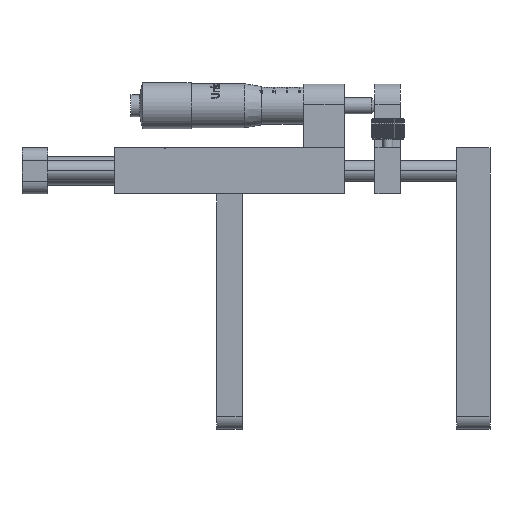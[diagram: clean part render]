
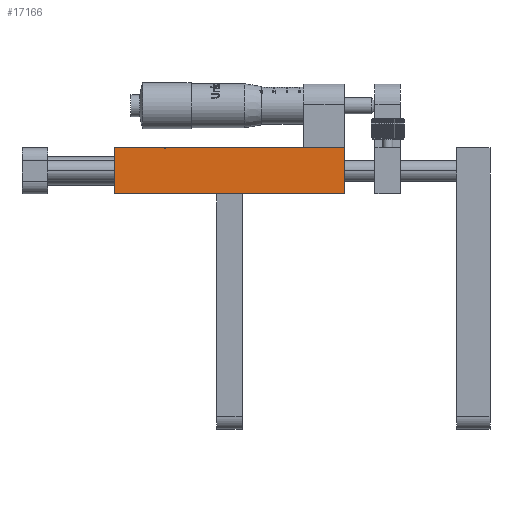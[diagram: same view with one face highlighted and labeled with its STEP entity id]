
A CAD part, left-side view. The second image highlights one B-rep face of the part: STEP entity #17166.
In plain terms, the highlighted planar face has unit normal (-1, 0, 0).
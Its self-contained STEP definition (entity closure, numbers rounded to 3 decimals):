
#735 = CARTESIAN_POINT ( 'NONE',  ( -45., 120.416, 65. ) ) ;
#1148 = CARTESIAN_POINT ( 'NONE',  ( -45., 140.416, 47. ) ) ;
#1873 = VECTOR ( 'NONE', #17958, 1000. ) ;
#3012 = EDGE_CURVE ( 'NONE', #10182, #24261, #8064, .T. ) ;
#4399 = VERTEX_POINT ( 'NONE', #21024 ) ;
#6528 = VECTOR ( 'NONE', #12375, 1000. ) ;
#7038 = VECTOR ( 'NONE', #28986, 1000. ) ;
#7131 = VECTOR ( 'NONE', #33238, 1000. ) ;
#7452 = ORIENTED_EDGE ( 'NONE', *, *, #17020, .F. ) ;
#7981 = LINE ( 'NONE', #10931, #12173 ) ;
#8064 = LINE ( 'NONE', #31025, #1873 ) ;
#8702 = VERTEX_POINT ( 'NONE', #13044 ) ;
#8784 = CARTESIAN_POINT ( 'NONE',  ( -45., 140.416, 65. ) ) ;
#8789 = EDGE_LOOP ( 'NONE', ( #19159, #21287, #27203, #25652, #24422, #22535, #26393, #7452 ) ) ;
#9567 = LINE ( 'NONE', #30401, #14392 ) ;
#9719 = CARTESIAN_POINT ( 'NONE',  ( -45., 140.416, 47. ) ) ;
#10182 = VERTEX_POINT ( 'NONE', #26411 ) ;
#10931 = CARTESIAN_POINT ( 'NONE',  ( -45., 140.416, 47. ) ) ;
#12127 = VECTOR ( 'NONE', #15965, 1000. ) ;
#12173 = VECTOR ( 'NONE', #32138, 1000. ) ;
#12375 = DIRECTION ( 'NONE',  ( 0., 1., 0. ) ) ;
#13044 = CARTESIAN_POINT ( 'NONE',  ( -45., 140.416, 47. ) ) ;
#13654 = LINE ( 'NONE', #18354, #7038 ) ;
#14392 = VECTOR ( 'NONE', #33382, 1000. ) ;
#15104 = DIRECTION ( 'NONE',  ( 0., 0., 1. ) ) ;
#15320 = VERTEX_POINT ( 'NONE', #30797 ) ;
#15965 = DIRECTION ( 'NONE',  ( 0., -1., 0. ) ) ;
#16065 = EDGE_CURVE ( 'NONE', #15320, #31877, #22001, .T. ) ;
#16773 = PLANE ( 'NONE',  #33174 ) ;
#17020 = EDGE_CURVE ( 'NONE', #4399, #29154, #13654, .T. ) ;
#17166 = ADVANCED_FACE ( 'NONE', ( #30166 ), #16773, .F. ) ;
#17949 = EDGE_CURVE ( 'NONE', #26303, #15320, #22629, .T. ) ;
#17958 = DIRECTION ( 'NONE',  ( 0., 0., 1. ) ) ;
#18354 = CARTESIAN_POINT ( 'NONE',  ( -45., 120.416, 64.8 ) ) ;
#18564 = CARTESIAN_POINT ( 'NONE',  ( -45., 50.416, 65. ) ) ;
#19159 = ORIENTED_EDGE ( 'NONE', *, *, #21509, .F. ) ;
#19187 = EDGE_CURVE ( 'NONE', #10182, #8702, #7981, .T. ) ;
#21024 = CARTESIAN_POINT ( 'NONE',  ( -45., 120.416, 64.8 ) ) ;
#21287 = ORIENTED_EDGE ( 'NONE', *, *, #17949, .T. ) ;
#21509 = EDGE_CURVE ( 'NONE', #26303, #4399, #32144, .T. ) ;
#21717 = CARTESIAN_POINT ( 'NONE',  ( -45., 120.616, 64.8 ) ) ;
#22001 = LINE ( 'NONE', #8784, #6528 ) ;
#22312 = EDGE_CURVE ( 'NONE', #24261, #29154, #9567, .T. ) ;
#22348 = EDGE_CURVE ( 'NONE', #8702, #31877, #22940, .T. ) ;
#22516 = DIRECTION ( 'NONE',  ( 0., -1., 0. ) ) ;
#22535 = ORIENTED_EDGE ( 'NONE', *, *, #3012, .T. ) ;
#22629 = LINE ( 'NONE', #30962, #7131 ) ;
#22940 = LINE ( 'NONE', #9719, #30515 ) ;
#24261 = VERTEX_POINT ( 'NONE', #18564 ) ;
#24422 = ORIENTED_EDGE ( 'NONE', *, *, #19187, .F. ) ;
#24925 = CARTESIAN_POINT ( 'NONE',  ( -45., 120.616, 64.8 ) ) ;
#25652 = ORIENTED_EDGE ( 'NONE', *, *, #22348, .F. ) ;
#26297 = CARTESIAN_POINT ( 'NONE',  ( -45., 140.416, 65. ) ) ;
#26303 = VERTEX_POINT ( 'NONE', #24925 ) ;
#26393 = ORIENTED_EDGE ( 'NONE', *, *, #22312, .T. ) ;
#26411 = CARTESIAN_POINT ( 'NONE',  ( -45., 50.416, 47. ) ) ;
#27203 = ORIENTED_EDGE ( 'NONE', *, *, #16065, .T. ) ;
#28986 = DIRECTION ( 'NONE',  ( 0., 0., 1. ) ) ;
#29154 = VERTEX_POINT ( 'NONE', #735 ) ;
#30166 = FACE_OUTER_BOUND ( 'NONE', #8789, .T. ) ;
#30401 = CARTESIAN_POINT ( 'NONE',  ( -45., 140.416, 65. ) ) ;
#30515 = VECTOR ( 'NONE', #15104, 1000. ) ;
#30797 = CARTESIAN_POINT ( 'NONE',  ( -45., 120.616, 65. ) ) ;
#30962 = CARTESIAN_POINT ( 'NONE',  ( -45., 120.616, 64.8 ) ) ;
#31025 = CARTESIAN_POINT ( 'NONE',  ( -45., 50.416, 47. ) ) ;
#31877 = VERTEX_POINT ( 'NONE', #26297 ) ;
#32138 = DIRECTION ( 'NONE',  ( 0., 1., 0. ) ) ;
#32144 = LINE ( 'NONE', #21717, #12127 ) ;
#32960 = DIRECTION ( 'NONE',  ( 1., 0., 0. ) ) ;
#33174 = AXIS2_PLACEMENT_3D ( 'NONE', #1148, #32960, #22516 ) ;
#33238 = DIRECTION ( 'NONE',  ( 0., 0., 1. ) ) ;
#33382 = DIRECTION ( 'NONE',  ( 0., 1., 0. ) ) ;
